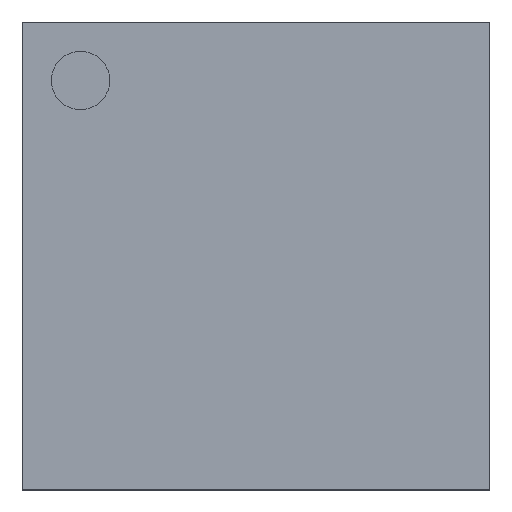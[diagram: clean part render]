
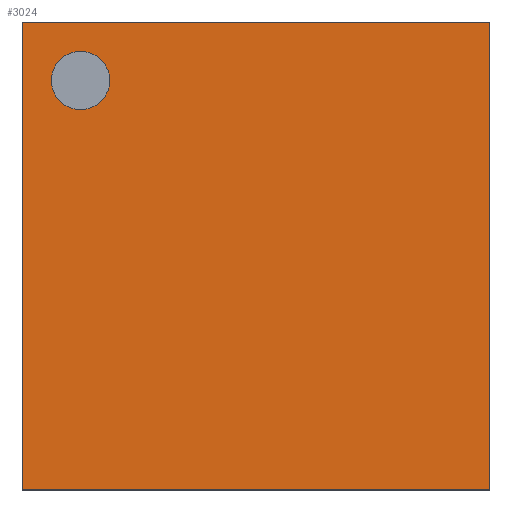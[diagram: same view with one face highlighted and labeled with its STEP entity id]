
A CAD part, top view. The second image highlights one B-rep face of the part: STEP entity #3024.
In plain terms, the highlighted planar face has unit normal (0, 0, 1).
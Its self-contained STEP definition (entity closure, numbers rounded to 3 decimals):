
#2835 = VERTEX_POINT('',#2836);
#2836 = CARTESIAN_POINT('',(-3.5,-3.5,1.));
#2843 = PLANE('',#2844);
#2844 = AXIS2_PLACEMENT_3D('',#2845,#2846,#2847);
#2845 = CARTESIAN_POINT('',(-3.5,-3.5,0.3));
#2846 = DIRECTION('',(1.,0.,0.));
#2847 = DIRECTION('',(0.,0.,1.));
#2855 = PLANE('',#2856);
#2856 = AXIS2_PLACEMENT_3D('',#2857,#2858,#2859);
#2857 = CARTESIAN_POINT('',(-3.5,-3.5,0.3));
#2858 = DIRECTION('',(0.,1.,0.));
#2859 = DIRECTION('',(0.,0.,1.));
#2896 = VERTEX_POINT('',#2897);
#2897 = CARTESIAN_POINT('',(-3.5,3.5,1.));
#2911 = PLANE('',#2912);
#2912 = AXIS2_PLACEMENT_3D('',#2913,#2914,#2915);
#2913 = CARTESIAN_POINT('',(-3.5,3.5,0.3));
#2914 = DIRECTION('',(0.,1.,0.));
#2915 = DIRECTION('',(0.,0.,1.));
#2923 = EDGE_CURVE('',#2835,#2896,#2924,.T.);
#2924 = SURFACE_CURVE('',#2925,(#2929,#2936),.PCURVE_S1.);
#2925 = LINE('',#2926,#2927);
#2926 = CARTESIAN_POINT('',(-3.5,-3.5,1.));
#2927 = VECTOR('',#2928,1.);
#2928 = DIRECTION('',(0.,1.,0.));
#2929 = PCURVE('',#2843,#2930);
#2930 = DEFINITIONAL_REPRESENTATION('',(#2931),#2935);
#2931 = LINE('',#2932,#2933);
#2932 = CARTESIAN_POINT('',(0.7,0.));
#2933 = VECTOR('',#2934,1.);
#2934 = DIRECTION('',(0.,-1.));
#2935 = ( GEOMETRIC_REPRESENTATION_CONTEXT(2) 
PARAMETRIC_REPRESENTATION_CONTEXT() REPRESENTATION_CONTEXT('2D SPACE',''
  ) );
#2936 = PCURVE('',#2937,#2942);
#2937 = PLANE('',#2938);
#2938 = AXIS2_PLACEMENT_3D('',#2939,#2940,#2941);
#2939 = CARTESIAN_POINT('',(-3.5,-3.5,1.));
#2940 = DIRECTION('',(0.,0.,1.));
#2941 = DIRECTION('',(1.,0.,0.));
#2942 = DEFINITIONAL_REPRESENTATION('',(#2943),#2947);
#2943 = LINE('',#2944,#2945);
#2944 = CARTESIAN_POINT('',(0.,0.));
#2945 = VECTOR('',#2946,1.);
#2946 = DIRECTION('',(0.,1.));
#2947 = ( GEOMETRIC_REPRESENTATION_CONTEXT(2) 
PARAMETRIC_REPRESENTATION_CONTEXT() REPRESENTATION_CONTEXT('2D SPACE',''
  ) );
#2976 = EDGE_CURVE('',#2835,#2977,#2979,.T.);
#2977 = VERTEX_POINT('',#2978);
#2978 = CARTESIAN_POINT('',(3.5,-3.5,1.));
#2979 = SURFACE_CURVE('',#2980,(#2984,#2991),.PCURVE_S1.);
#2980 = LINE('',#2981,#2982);
#2981 = CARTESIAN_POINT('',(-3.5,-3.5,1.));
#2982 = VECTOR('',#2983,1.);
#2983 = DIRECTION('',(1.,0.,0.));
#2984 = PCURVE('',#2855,#2985);
#2985 = DEFINITIONAL_REPRESENTATION('',(#2986),#2990);
#2986 = LINE('',#2987,#2988);
#2987 = CARTESIAN_POINT('',(0.7,0.));
#2988 = VECTOR('',#2989,1.);
#2989 = DIRECTION('',(0.,1.));
#2990 = ( GEOMETRIC_REPRESENTATION_CONTEXT(2) 
PARAMETRIC_REPRESENTATION_CONTEXT() REPRESENTATION_CONTEXT('2D SPACE',''
  ) );
#2991 = PCURVE('',#2937,#2992);
#2992 = DEFINITIONAL_REPRESENTATION('',(#2993),#2997);
#2993 = LINE('',#2994,#2995);
#2994 = CARTESIAN_POINT('',(0.,0.));
#2995 = VECTOR('',#2996,1.);
#2996 = DIRECTION('',(1.,0.));
#2997 = ( GEOMETRIC_REPRESENTATION_CONTEXT(2) 
PARAMETRIC_REPRESENTATION_CONTEXT() REPRESENTATION_CONTEXT('2D SPACE',''
  ) );
#3013 = PLANE('',#3014);
#3014 = AXIS2_PLACEMENT_3D('',#3015,#3016,#3017);
#3015 = CARTESIAN_POINT('',(3.5,-3.5,0.3));
#3016 = DIRECTION('',(1.,0.,0.));
#3017 = DIRECTION('',(0.,0.,1.));
#3024 = ADVANCED_FACE('',(#3025,#3073),#2937,.T.);
#3025 = FACE_BOUND('',#3026,.T.);
#3026 = EDGE_LOOP('',(#3027,#3028,#3029,#3052));
#3027 = ORIENTED_EDGE('',*,*,#2923,.F.);
#3028 = ORIENTED_EDGE('',*,*,#2976,.T.);
#3029 = ORIENTED_EDGE('',*,*,#3030,.T.);
#3030 = EDGE_CURVE('',#2977,#3031,#3033,.T.);
#3031 = VERTEX_POINT('',#3032);
#3032 = CARTESIAN_POINT('',(3.5,3.5,1.));
#3033 = SURFACE_CURVE('',#3034,(#3038,#3045),.PCURVE_S1.);
#3034 = LINE('',#3035,#3036);
#3035 = CARTESIAN_POINT('',(3.5,-3.5,1.));
#3036 = VECTOR('',#3037,1.);
#3037 = DIRECTION('',(0.,1.,0.));
#3038 = PCURVE('',#2937,#3039);
#3039 = DEFINITIONAL_REPRESENTATION('',(#3040),#3044);
#3040 = LINE('',#3041,#3042);
#3041 = CARTESIAN_POINT('',(7.,0.));
#3042 = VECTOR('',#3043,1.);
#3043 = DIRECTION('',(0.,1.));
#3044 = ( GEOMETRIC_REPRESENTATION_CONTEXT(2) 
PARAMETRIC_REPRESENTATION_CONTEXT() REPRESENTATION_CONTEXT('2D SPACE',''
  ) );
#3045 = PCURVE('',#3013,#3046);
#3046 = DEFINITIONAL_REPRESENTATION('',(#3047),#3051);
#3047 = LINE('',#3048,#3049);
#3048 = CARTESIAN_POINT('',(0.7,0.));
#3049 = VECTOR('',#3050,1.);
#3050 = DIRECTION('',(0.,-1.));
#3051 = ( GEOMETRIC_REPRESENTATION_CONTEXT(2) 
PARAMETRIC_REPRESENTATION_CONTEXT() REPRESENTATION_CONTEXT('2D SPACE',''
  ) );
#3052 = ORIENTED_EDGE('',*,*,#3053,.F.);
#3053 = EDGE_CURVE('',#2896,#3031,#3054,.T.);
#3054 = SURFACE_CURVE('',#3055,(#3059,#3066),.PCURVE_S1.);
#3055 = LINE('',#3056,#3057);
#3056 = CARTESIAN_POINT('',(-3.5,3.5,1.));
#3057 = VECTOR('',#3058,1.);
#3058 = DIRECTION('',(1.,0.,0.));
#3059 = PCURVE('',#2937,#3060);
#3060 = DEFINITIONAL_REPRESENTATION('',(#3061),#3065);
#3061 = LINE('',#3062,#3063);
#3062 = CARTESIAN_POINT('',(0.,7.));
#3063 = VECTOR('',#3064,1.);
#3064 = DIRECTION('',(1.,0.));
#3065 = ( GEOMETRIC_REPRESENTATION_CONTEXT(2) 
PARAMETRIC_REPRESENTATION_CONTEXT() REPRESENTATION_CONTEXT('2D SPACE',''
  ) );
#3066 = PCURVE('',#2911,#3067);
#3067 = DEFINITIONAL_REPRESENTATION('',(#3068),#3072);
#3068 = LINE('',#3069,#3070);
#3069 = CARTESIAN_POINT('',(0.7,0.));
#3070 = VECTOR('',#3071,1.);
#3071 = DIRECTION('',(0.,1.));
#3072 = ( GEOMETRIC_REPRESENTATION_CONTEXT(2) 
PARAMETRIC_REPRESENTATION_CONTEXT() REPRESENTATION_CONTEXT('2D SPACE',''
  ) );
#3073 = FACE_BOUND('',#3074,.T.);
#3074 = EDGE_LOOP('',(#3075));
#3075 = ORIENTED_EDGE('',*,*,#3076,.F.);
#3076 = EDGE_CURVE('',#3077,#3077,#3079,.T.);
#3077 = VERTEX_POINT('',#3078);
#3078 = CARTESIAN_POINT('',(-2.188,2.625,1.));
#3079 = SURFACE_CURVE('',#3080,(#3085,#3092),.PCURVE_S1.);
#3080 = CIRCLE('',#3081,0.438);
#3081 = AXIS2_PLACEMENT_3D('',#3082,#3083,#3084);
#3082 = CARTESIAN_POINT('',(-2.625,2.625,1.));
#3083 = DIRECTION('',(0.,0.,1.));
#3084 = DIRECTION('',(1.,0.,0.));
#3085 = PCURVE('',#2937,#3086);
#3086 = DEFINITIONAL_REPRESENTATION('',(#3087),#3091);
#3087 = CIRCLE('',#3088,0.438);
#3088 = AXIS2_PLACEMENT_2D('',#3089,#3090);
#3089 = CARTESIAN_POINT('',(0.875,6.125));
#3090 = DIRECTION('',(1.,0.));
#3091 = ( GEOMETRIC_REPRESENTATION_CONTEXT(2) 
PARAMETRIC_REPRESENTATION_CONTEXT() REPRESENTATION_CONTEXT('2D SPACE',''
  ) );
#3092 = PCURVE('',#3093,#3098);
#3093 = CYLINDRICAL_SURFACE('',#3094,0.438);
#3094 = AXIS2_PLACEMENT_3D('',#3095,#3096,#3097);
#3095 = CARTESIAN_POINT('',(-2.625,2.625,0.9));
#3096 = DIRECTION('',(0.,0.,1.));
#3097 = DIRECTION('',(1.,0.,0.));
#3098 = DEFINITIONAL_REPRESENTATION('',(#3099),#3103);
#3099 = LINE('',#3100,#3101);
#3100 = CARTESIAN_POINT('',(0.,0.1));
#3101 = VECTOR('',#3102,1.);
#3102 = DIRECTION('',(1.,0.));
#3103 = ( GEOMETRIC_REPRESENTATION_CONTEXT(2) 
PARAMETRIC_REPRESENTATION_CONTEXT() REPRESENTATION_CONTEXT('2D SPACE',''
  ) );
